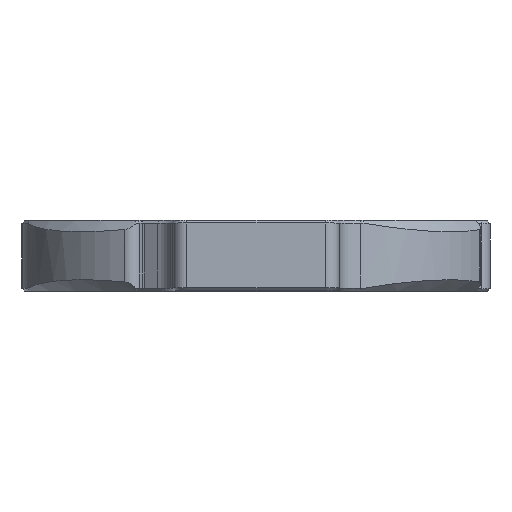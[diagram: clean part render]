
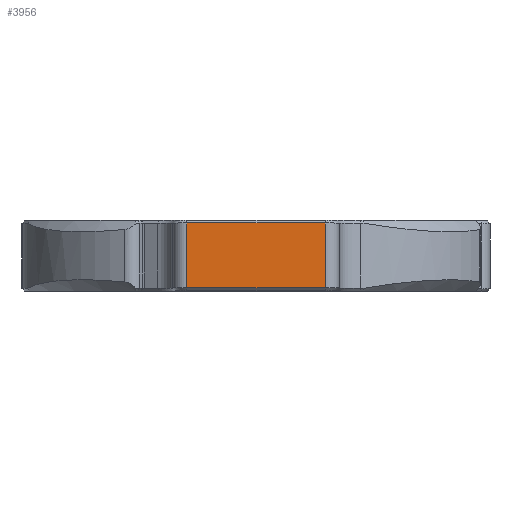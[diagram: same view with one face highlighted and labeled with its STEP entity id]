
A CAD part, top view. The second image highlights one B-rep face of the part: STEP entity #3956.
In plain terms, the highlighted planar face has unit normal (0, 0, 1).
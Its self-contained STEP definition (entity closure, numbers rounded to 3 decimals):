
#114=PLANE('',#4457);
#267=FACE_OUTER_BOUND('',#518,.T.);
#518=EDGE_LOOP('',(#3203,#3204,#3205,#3206));
#785=LINE('',#6967,#1058);
#801=LINE('',#7061,#1074);
#802=LINE('',#7065,#1075);
#803=LINE('',#7066,#1076);
#1058=VECTOR('',#5466,10.);
#1074=VECTOR('',#5526,10.);
#1075=VECTOR('',#5531,10.);
#1076=VECTOR('',#5532,10.);
#1807=VERTEX_POINT('',#6961);
#1808=VERTEX_POINT('',#6965);
#1826=VERTEX_POINT('',#7060);
#1827=VERTEX_POINT('',#7064);
#2293=EDGE_CURVE('',#1808,#1807,#785,.T.);
#2323=EDGE_CURVE('',#1826,#1807,#801,.T.);
#2325=EDGE_CURVE('',#1827,#1808,#802,.T.);
#2326=EDGE_CURVE('',#1826,#1827,#803,.T.);
#3203=ORIENTED_EDGE('',*,*,#2293,.F.);
#3204=ORIENTED_EDGE('',*,*,#2325,.F.);
#3205=ORIENTED_EDGE('',*,*,#2326,.F.);
#3206=ORIENTED_EDGE('',*,*,#2323,.T.);
#3956=ADVANCED_FACE('',(#267),#114,.T.);
#4457=AXIS2_PLACEMENT_3D('',#7063,#5529,#5530);
#5466=DIRECTION('',(1.,0.,0.));
#5526=DIRECTION('',(0.,1.,0.));
#5529=DIRECTION('center_axis',(0.,0.,1.));
#5530=DIRECTION('ref_axis',(1.,0.,0.));
#5531=DIRECTION('',(0.,1.,0.));
#5532=DIRECTION('',(-1.,0.,0.));
#6961=CARTESIAN_POINT('',(4.9,4.8,25.4));
#6965=CARTESIAN_POINT('',(-4.9,4.8,25.4));
#6967=CARTESIAN_POINT('',(-2.45,4.8,25.4));
#7060=CARTESIAN_POINT('',(4.9,0.2,25.4));
#7061=CARTESIAN_POINT('',(4.9,0.,25.4));
#7063=CARTESIAN_POINT('Origin',(-4.9,0.,
25.4));
#7064=CARTESIAN_POINT('',(-4.9,0.2,25.4));
#7065=CARTESIAN_POINT('',(-4.9,0.,25.4));
#7066=CARTESIAN_POINT('',(-2.45,0.2,25.4));
